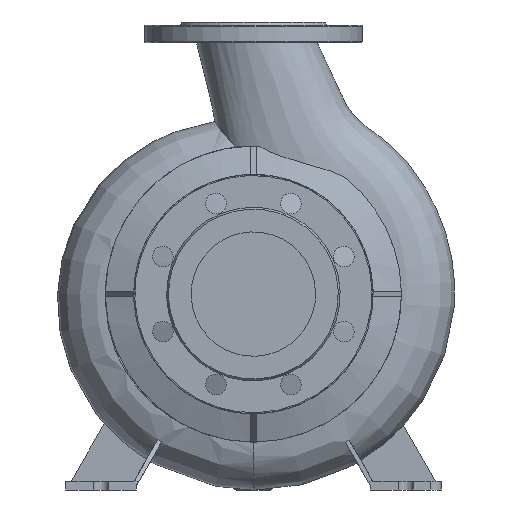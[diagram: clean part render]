
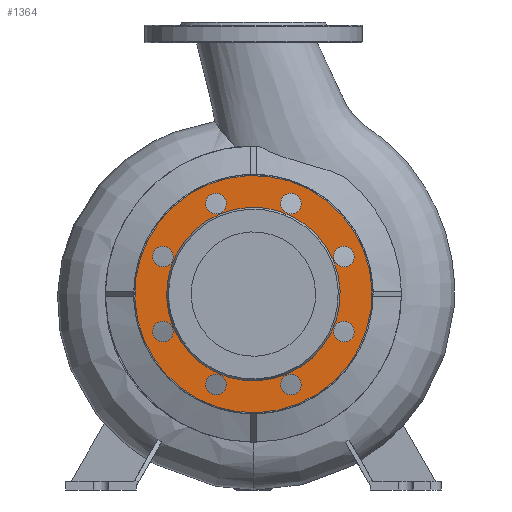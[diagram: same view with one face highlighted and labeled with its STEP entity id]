
A CAD part, left-side view. The second image highlights one B-rep face of the part: STEP entity #1364.
In plain terms, the highlighted free-form (B-spline) face has degree [1, 1] with [2, 2] control points.
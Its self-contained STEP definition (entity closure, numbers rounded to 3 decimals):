
#151=CARTESIAN_POINT('',(-122.,-30.512,106.337));
#152=VERTEX_POINT('',#151);
#161=CARTESIAN_POINT('',(-122.0,30.512,253.663));
#162=VERTEX_POINT('',#161);
#163=CARTESIAN_POINT('',(-122.0,0.,180.0));
#164=DIRECTION('',(1.0,0.,0.));
#165=DIRECTION('',(0.,-0.383,-0.924));
#166=AXIS2_PLACEMENT_3D('',#163,#164,#165);
#167=CIRCLE('',#166,79.732);
#168=EDGE_CURVE('',#162,#152,#167,.T.);
#216=CARTESIAN_POINT('',(-122.,30.806,254.372));
#217=VERTEX_POINT('',#216);
#233=CARTESIAN_POINT('',(-122.,38.077,271.926));
#234=VERTEX_POINT('',#233);
#241=CARTESIAN_POINT('',(-122.,34.442,263.149));
#242=DIRECTION('',(-1.,0.,0.));
#243=DIRECTION('',(0.,-0.383,-0.924));
#244=AXIS2_PLACEMENT_3D('',#241,#242,#243);
#245=CIRCLE('',#244,9.5);
#246=EDGE_CURVE('',#234,#217,#245,.T.);
#279=CARTESIAN_POINT('',(-122.,-38.077,254.372));
#280=VERTEX_POINT('',#279);
#296=CARTESIAN_POINT('',(-122.,-30.806,271.926));
#297=VERTEX_POINT('',#296);
#304=CARTESIAN_POINT('',(-122.,-34.442,263.149));
#305=DIRECTION('',(-1.,0.,0.));
#306=DIRECTION('',(0.,-0.383,-0.924));
#307=AXIS2_PLACEMENT_3D('',#304,#305,#306);
#308=CIRCLE('',#307,9.5);
#309=EDGE_CURVE('',#297,#280,#308,.T.);
#342=CARTESIAN_POINT('',(-122.0,-86.785,205.665));
#343=VERTEX_POINT('',#342);
#359=CARTESIAN_POINT('',(-122.0,-79.514,223.218));
#360=VERTEX_POINT('',#359);
#367=CARTESIAN_POINT('',(-122.0,-83.149,214.442));
#368=DIRECTION('',(-1.,0.,0.));
#369=DIRECTION('',(0.,-0.383,-0.924));
#370=AXIS2_PLACEMENT_3D('',#367,#368,#369);
#371=CIRCLE('',#370,9.5);
#372=EDGE_CURVE('',#360,#343,#371,.T.);
#405=CARTESIAN_POINT('',(-122.,-86.785,136.782));
#406=VERTEX_POINT('',#405);
#422=CARTESIAN_POINT('',(-122.,-79.514,154.335));
#423=VERTEX_POINT('',#422);
#430=CARTESIAN_POINT('',(-122.,-83.149,145.558));
#431=DIRECTION('',(-1.,0.,0.));
#432=DIRECTION('',(0.,-0.383,-0.924));
#433=AXIS2_PLACEMENT_3D('',#430,#431,#432);
#434=CIRCLE('',#433,9.5);
#435=EDGE_CURVE('',#423,#406,#434,.T.);
#468=CARTESIAN_POINT('',(-122.,-38.077,88.074));
#469=VERTEX_POINT('',#468);
#485=CARTESIAN_POINT('',(-122.,-30.806,105.628));
#486=VERTEX_POINT('',#485);
#493=CARTESIAN_POINT('',(-122.,-34.442,96.851));
#494=DIRECTION('',(-1.,0.,0.));
#495=DIRECTION('',(0.,-0.383,-0.924));
#496=AXIS2_PLACEMENT_3D('',#493,#494,#495);
#497=CIRCLE('',#496,9.5);
#498=EDGE_CURVE('',#486,#469,#497,.T.);
#531=CARTESIAN_POINT('',(-122.,30.806,88.074));
#532=VERTEX_POINT('',#531);
#548=CARTESIAN_POINT('',(-122.,38.077,105.628));
#549=VERTEX_POINT('',#548);
#556=CARTESIAN_POINT('',(-122.,34.442,96.851));
#557=DIRECTION('',(-1.,0.,0.));
#558=DIRECTION('',(0.,-0.383,-0.924));
#559=AXIS2_PLACEMENT_3D('',#556,#557,#558);
#560=CIRCLE('',#559,9.5);
#561=EDGE_CURVE('',#549,#532,#560,.T.);
#657=CARTESIAN_POINT('',(-122.0,79.514,136.782));
#658=VERTEX_POINT('',#657);
#674=CARTESIAN_POINT('',(-122.0,86.785,154.335));
#675=VERTEX_POINT('',#674);
#682=CARTESIAN_POINT('',(-122.0,83.149,145.558));
#683=DIRECTION('',(-1.,0.,0.));
#684=DIRECTION('',(0.,-0.383,-0.924));
#685=AXIS2_PLACEMENT_3D('',#682,#683,#684);
#686=CIRCLE('',#685,9.5);
#687=EDGE_CURVE('',#675,#658,#686,.T.);
#720=CARTESIAN_POINT('',(-122.,79.514,205.665));
#721=VERTEX_POINT('',#720);
#737=CARTESIAN_POINT('',(-122.,86.785,223.218));
#738=VERTEX_POINT('',#737);
#745=CARTESIAN_POINT('',(-122.,83.149,214.442));
#746=DIRECTION('',(-1.,0.,0.));
#747=DIRECTION('',(0.,-0.383,-0.924));
#748=AXIS2_PLACEMENT_3D('',#745,#746,#747);
#749=CIRCLE('',#748,9.5);
#750=EDGE_CURVE('',#738,#721,#749,.T.);
#810=CARTESIAN_POINT('',(-122.0,41.712,280.703));
#811=VERTEX_POINT('',#810);
#828=CARTESIAN_POINT('',(-122.,-41.712,79.297));
#829=VERTEX_POINT('',#828);
#837=CARTESIAN_POINT('',(-122.0,0.,180.0));
#838=DIRECTION('',(-1.0,0.,0.));
#839=DIRECTION('',(0.,0.383,0.924));
#840=AXIS2_PLACEMENT_3D('',#837,#838,#839);
#841=CIRCLE('',#840,109.);
#842=EDGE_CURVE('',#811,#829,#841,.T.);
#1253=CARTESIAN_POINT('',(-122.0,0.,180.0));
#1254=DIRECTION('',(-1.0,0.,0.));
#1255=DIRECTION('',(0.,0.383,0.924));
#1256=AXIS2_PLACEMENT_3D('',#1253,#1254,#1255);
#1257=CIRCLE('',#1256,109.);
#1258=EDGE_CURVE('',#829,#811,#1257,.T.);
#1265=CARTESIAN_POINT('',(-122.,186.075,257.075));
#1266=CARTESIAN_POINT('',(-122.,77.075,-6.075));
#1267=CARTESIAN_POINT('',(-122.,-77.075,366.075));
#1268=CARTESIAN_POINT('',(-122.,-186.075,102.925));
#1269=B_SPLINE_SURFACE_WITH_KNOTS('',1,1,((#1265,#1267),(#1266,#1268)),.UNSPECIFIED.,.F.,.F.,.U.,(2,2),(2,2),(0.0,284.831),(0.0,284.831),.UNSPECIFIED.);
#1270=ORIENTED_EDGE('',*,*,#1258,.T.);
#1271=ORIENTED_EDGE('',*,*,#842,.T.);
#1272=EDGE_LOOP('',(#1270,#1271));
#1273=FACE_OUTER_BOUND('',#1272,.T.);
#1274=CARTESIAN_POINT('',(-122.0,0.,180.0));
#1275=DIRECTION('',(1.0,0.,0.));
#1276=DIRECTION('',(0.,-0.383,-0.924));
#1277=AXIS2_PLACEMENT_3D('',#1274,#1275,#1276);
#1278=CIRCLE('',#1277,79.732);
#1279=EDGE_CURVE('',#152,#162,#1278,.T.);
#1280=ORIENTED_EDGE('',*,*,#1279,.T.);
#1281=ORIENTED_EDGE('',*,*,#168,.T.);
#1282=EDGE_LOOP('',(#1280,#1281));
#1283=FACE_BOUND('',#1282,.T.);
#1284=CARTESIAN_POINT('',(-122.,34.442,263.149));
#1285=DIRECTION('',(-1.,0.,0.));
#1286=DIRECTION('',(0.,-0.383,-0.924));
#1287=AXIS2_PLACEMENT_3D('',#1284,#1285,#1286);
#1288=CIRCLE('',#1287,9.5);
#1289=EDGE_CURVE('',#217,#234,#1288,.T.);
#1290=ORIENTED_EDGE('',*,*,#1289,.F.);
#1291=ORIENTED_EDGE('',*,*,#246,.F.);
#1292=EDGE_LOOP('',(#1290,#1291));
#1293=FACE_BOUND('',#1292,.T.);
#1294=CARTESIAN_POINT('',(-122.,-34.442,263.149));
#1295=DIRECTION('',(-1.,0.,0.));
#1296=DIRECTION('',(0.,-0.383,-0.924));
#1297=AXIS2_PLACEMENT_3D('',#1294,#1295,#1296);
#1298=CIRCLE('',#1297,9.5);
#1299=EDGE_CURVE('',#280,#297,#1298,.T.);
#1300=ORIENTED_EDGE('',*,*,#1299,.F.);
#1301=ORIENTED_EDGE('',*,*,#309,.F.);
#1302=EDGE_LOOP('',(#1300,#1301));
#1303=FACE_BOUND('',#1302,.T.);
#1304=CARTESIAN_POINT('',(-122.0,-83.149,214.442));
#1305=DIRECTION('',(-1.,0.,0.));
#1306=DIRECTION('',(0.,-0.383,-0.924));
#1307=AXIS2_PLACEMENT_3D('',#1304,#1305,#1306);
#1308=CIRCLE('',#1307,9.5);
#1309=EDGE_CURVE('',#343,#360,#1308,.T.);
#1310=ORIENTED_EDGE('',*,*,#1309,.F.);
#1311=ORIENTED_EDGE('',*,*,#372,.F.);
#1312=EDGE_LOOP('',(#1310,#1311));
#1313=FACE_BOUND('',#1312,.T.);
#1314=CARTESIAN_POINT('',(-122.,-83.149,145.558));
#1315=DIRECTION('',(-1.,0.,0.));
#1316=DIRECTION('',(0.,-0.383,-0.924));
#1317=AXIS2_PLACEMENT_3D('',#1314,#1315,#1316);
#1318=CIRCLE('',#1317,9.5);
#1319=EDGE_CURVE('',#406,#423,#1318,.T.);
#1320=ORIENTED_EDGE('',*,*,#1319,.F.);
#1321=ORIENTED_EDGE('',*,*,#435,.F.);
#1322=EDGE_LOOP('',(#1320,#1321));
#1323=FACE_BOUND('',#1322,.T.);
#1324=CARTESIAN_POINT('',(-122.,-34.442,96.851));
#1325=DIRECTION('',(-1.,0.,0.));
#1326=DIRECTION('',(0.,-0.383,-0.924));
#1327=AXIS2_PLACEMENT_3D('',#1324,#1325,#1326);
#1328=CIRCLE('',#1327,9.5);
#1329=EDGE_CURVE('',#469,#486,#1328,.T.);
#1330=ORIENTED_EDGE('',*,*,#1329,.F.);
#1331=ORIENTED_EDGE('',*,*,#498,.F.);
#1332=EDGE_LOOP('',(#1330,#1331));
#1333=FACE_BOUND('',#1332,.T.);
#1334=CARTESIAN_POINT('',(-122.,34.442,96.851));
#1335=DIRECTION('',(-1.,0.,0.));
#1336=DIRECTION('',(0.,-0.383,-0.924));
#1337=AXIS2_PLACEMENT_3D('',#1334,#1335,#1336);
#1338=CIRCLE('',#1337,9.5);
#1339=EDGE_CURVE('',#532,#549,#1338,.T.);
#1340=ORIENTED_EDGE('',*,*,#1339,.F.);
#1341=ORIENTED_EDGE('',*,*,#561,.F.);
#1342=EDGE_LOOP('',(#1340,#1341));
#1343=FACE_BOUND('',#1342,.T.);
#1344=CARTESIAN_POINT('',(-122.0,83.149,145.558));
#1345=DIRECTION('',(-1.,0.,0.));
#1346=DIRECTION('',(0.,-0.383,-0.924));
#1347=AXIS2_PLACEMENT_3D('',#1344,#1345,#1346);
#1348=CIRCLE('',#1347,9.5);
#1349=EDGE_CURVE('',#658,#675,#1348,.T.);
#1350=ORIENTED_EDGE('',*,*,#1349,.F.);
#1351=ORIENTED_EDGE('',*,*,#687,.F.);
#1352=EDGE_LOOP('',(#1350,#1351));
#1353=FACE_BOUND('',#1352,.T.);
#1354=CARTESIAN_POINT('',(-122.,83.149,214.442));
#1355=DIRECTION('',(-1.,0.,0.));
#1356=DIRECTION('',(0.,-0.383,-0.924));
#1357=AXIS2_PLACEMENT_3D('',#1354,#1355,#1356);
#1358=CIRCLE('',#1357,9.5);
#1359=EDGE_CURVE('',#721,#738,#1358,.T.);
#1360=ORIENTED_EDGE('',*,*,#1359,.F.);
#1361=ORIENTED_EDGE('',*,*,#750,.F.);
#1362=EDGE_LOOP('',(#1360,#1361));
#1363=FACE_BOUND('',#1362,.T.);
#1364=ADVANCED_FACE('',(#1273,#1283,#1293,#1303,#1313,#1323,#1333,#1343,#1353,#1363),#1269,.T.);
